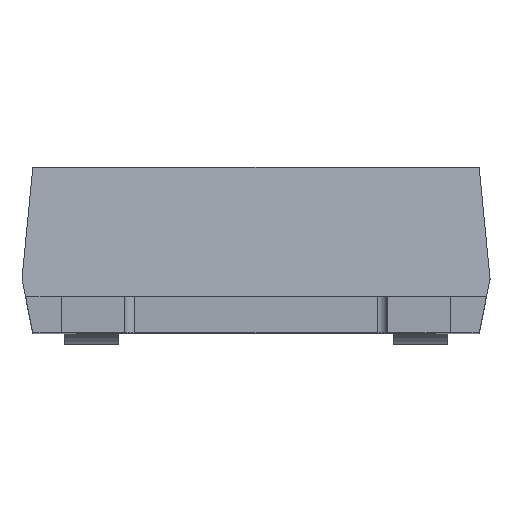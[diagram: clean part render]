
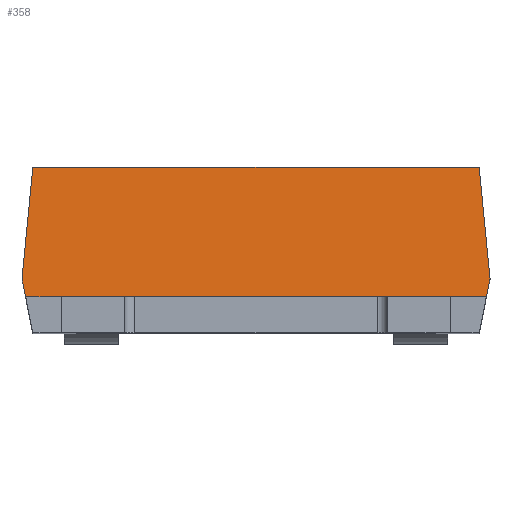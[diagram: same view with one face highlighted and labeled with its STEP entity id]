
A CAD part, top view. The second image highlights one B-rep face of the part: STEP entity #358.
In plain terms, the highlighted planar face has unit normal (0, 0.087, 0.996).
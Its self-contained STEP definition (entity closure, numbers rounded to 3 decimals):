
#17 = DIRECTION ( 'NONE',  ( -1., 0., 0. ) ) ;
#38 = EDGE_CURVE ( 'NONE', #260, #466, #834, .T. ) ;
#102 = VERTEX_POINT ( 'NONE', #2135 ) ;
#210 = VECTOR ( 'NONE', #2775, 1000. ) ;
#236 = CARTESIAN_POINT ( 'NONE',  ( 6.5, 0.25, 3.11 ) ) ;
#260 = VERTEX_POINT ( 'NONE', #3426 ) ;
#306 = EDGE_LOOP ( 'NONE', ( #2395, #2306, #2592, #2926, #2032, #1663, #3495, #1044 ) ) ;
#353 = EDGE_CURVE ( 'NONE', #102, #1799, #2576, .T. ) ;
#358 = ADVANCED_FACE ( 'NONE', ( #2848 ), #3740, .F. ) ;
#385 = CARTESIAN_POINT ( 'NONE',  ( 6.35, 2.05, 2.953 ) ) ;
#466 = VERTEX_POINT ( 'NONE', #3807 ) ;
#487 = VECTOR ( 'NONE', #746, 1000. ) ;
#681 = VERTEX_POINT ( 'NONE', #3518 ) ;
#740 = VECTOR ( 'NONE', #17, 1000. ) ;
#746 = DIRECTION ( 'NONE',  ( -1., 0., 0. ) ) ;
#784 = AXIS2_PLACEMENT_3D ( 'NONE', #236, #1061, #1096 ) ;
#828 = CARTESIAN_POINT ( 'NONE',  ( 6.5, 0.25, 3.11 ) ) ;
#834 = LINE ( 'NONE', #2001, #740 ) ;
#857 = CARTESIAN_POINT ( 'NONE',  ( 0.15, 2.05, 2.953 ) ) ;
#1044 = ORIENTED_EDGE ( 'NONE', *, *, #3487, .F. ) ;
#1061 = DIRECTION ( 'NONE',  ( 0., -0.087, -0.996 ) ) ;
#1096 = DIRECTION ( 'NONE',  ( 0., 0.996, -0.087 ) ) ;
#1117 = VECTOR ( 'NONE', #3815, 1000. ) ;
#1566 = VERTEX_POINT ( 'NONE', #2707 ) ;
#1593 = CARTESIAN_POINT ( 'NONE',  ( 6.5, 2.05, 2.953 ) ) ;
#1663 = ORIENTED_EDGE ( 'NONE', *, *, #353, .T. ) ;
#1665 = DIRECTION ( 'NONE',  ( 0.096, 0.992, -0.087 ) ) ;
#1670 = EDGE_CURVE ( 'NONE', #1799, #2769, #3087, .T. ) ;
#1794 = EDGE_CURVE ( 'NONE', #681, #102, #2715, .T. ) ;
#1799 = VERTEX_POINT ( 'NONE', #385 ) ;
#1971 = DIRECTION ( 'NONE',  ( -1., 0., 0. ) ) ;
#2001 = CARTESIAN_POINT ( 'NONE',  ( 6.5, 0.25, 3.11 ) ) ;
#2032 = ORIENTED_EDGE ( 'NONE', *, *, #1794, .T. ) ;
#2135 = CARTESIAN_POINT ( 'NONE',  ( 6.5, 0.5, 3.088 ) ) ;
#2137 = CARTESIAN_POINT ( 'NONE',  ( 6.452, 0.26, 3.109 ) ) ;
#2177 = VECTOR ( 'NONE', #2542, 1000. ) ;
#2211 = EDGE_CURVE ( 'NONE', #681, #260, #2252, .T. ) ;
#2252 = LINE ( 'NONE', #3791, #487 ) ;
#2274 = EDGE_CURVE ( 'NONE', #466, #2792, #2557, .T. ) ;
#2306 = ORIENTED_EDGE ( 'NONE', *, *, #2274, .F. ) ;
#2395 = ORIENTED_EDGE ( 'NONE', *, *, #3101, .F. ) ;
#2431 = VECTOR ( 'NONE', #1665, 1000. ) ;
#2453 = VECTOR ( 'NONE', #1971, 1000. ) ;
#2542 = DIRECTION ( 'NONE',  ( -0.195, 0.977, -0.085 ) ) ;
#2557 = LINE ( 'NONE', #828, #2453 ) ;
#2576 = LINE ( 'NONE', #3789, #1117 ) ;
#2592 = ORIENTED_EDGE ( 'NONE', *, *, #38, .F. ) ;
#2707 = CARTESIAN_POINT ( 'NONE',  ( 0., 0.5, 3.088 ) ) ;
#2715 = LINE ( 'NONE', #2137, #3852 ) ;
#2769 = VERTEX_POINT ( 'NONE', #857 ) ;
#2775 = DIRECTION ( 'NONE',  ( -1., 0., 0. ) ) ;
#2792 = VERTEX_POINT ( 'NONE', #3621 ) ;
#2848 = FACE_OUTER_BOUND ( 'NONE', #306, .T. ) ;
#2926 = ORIENTED_EDGE ( 'NONE', *, *, #2211, .F. ) ;
#3035 = DIRECTION ( 'NONE',  ( 0.195, 0.977, -0.085 ) ) ;
#3087 = LINE ( 'NONE', #1593, #210 ) ;
#3101 = EDGE_CURVE ( 'NONE', #2792, #1566, #3185, .T. ) ;
#3185 = LINE ( 'NONE', #3204, #2177 ) ;
#3204 = CARTESIAN_POINT ( 'NONE',  ( 0.296, -0.981, 3.218 ) ) ;
#3392 = CARTESIAN_POINT ( 'NONE',  ( 0.036, 0.871, 3.056 ) ) ;
#3426 = CARTESIAN_POINT ( 'NONE',  ( 5.95, 0.25, 3.11 ) ) ;
#3487 = EDGE_CURVE ( 'NONE', #1566, #2769, #3711, .T. ) ;
#3495 = ORIENTED_EDGE ( 'NONE', *, *, #1670, .T. ) ;
#3518 = CARTESIAN_POINT ( 'NONE',  ( 6.45, 0.25, 3.11 ) ) ;
#3621 = CARTESIAN_POINT ( 'NONE',  ( 0.05, 0.25, 3.11 ) ) ;
#3711 = LINE ( 'NONE', #3392, #2431 ) ;
#3740 = PLANE ( 'NONE',  #784 ) ;
#3789 = CARTESIAN_POINT ( 'NONE',  ( 6.524, 0.252, 3.11 ) ) ;
#3791 = CARTESIAN_POINT ( 'NONE',  ( 6.5, 0.25, 3.11 ) ) ;
#3807 = CARTESIAN_POINT ( 'NONE',  ( 0.55, 0.25, 3.11 ) ) ;
#3815 = DIRECTION ( 'NONE',  ( -0.096, 0.992, -0.087 ) ) ;
#3852 = VECTOR ( 'NONE', #3035, 1000. ) ;
